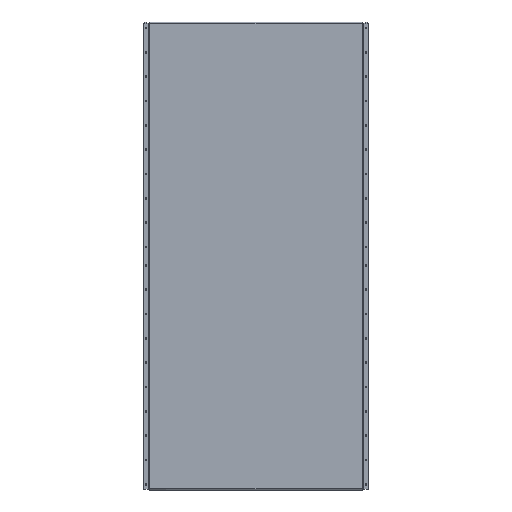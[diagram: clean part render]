
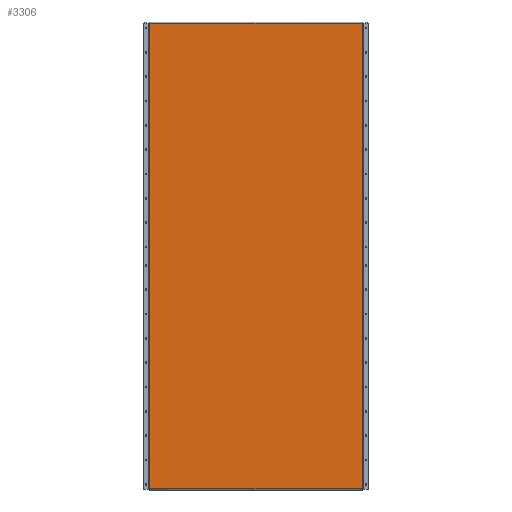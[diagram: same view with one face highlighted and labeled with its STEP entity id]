
A CAD part, front view. The second image highlights one B-rep face of the part: STEP entity #3306.
In plain terms, the highlighted planar face has unit normal (0, -1, 0).
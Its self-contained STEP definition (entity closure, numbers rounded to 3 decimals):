
#187 = ORIENTED_EDGE ( 'NONE', *, *, #2049, .T. ) ;
#608 = ORIENTED_EDGE ( 'NONE', *, *, #2037, .F. ) ;
#641 = ORIENTED_EDGE ( 'NONE', *, *, #2074, .T. ) ;
#1157 = CARTESIAN_POINT ( 'NONE',  ( 0., 0., 1912. ) ) ;
#1179 = DIRECTION ( 'NONE',  ( -1., 0., 0. ) ) ;
#1622 = CARTESIAN_POINT ( 'NONE',  ( 4.5, 0., 1912. ) ) ;
#1628 = DIRECTION ( 'NONE',  ( 0., 0., -1. ) ) ;
#1720 = CARTESIAN_POINT ( 'NONE',  ( 876.5, 0., 1912. ) ) ;
#1727 = DIRECTION ( 'NONE',  ( 0., 0., -1. ) ) ;
#1730 = DIRECTION ( 'NONE',  ( -1., 0., 0. ) ) ;
#1743 = VERTEX_POINT ( 'NONE', #3005 ) ;
#1780 = CARTESIAN_POINT ( 'NONE',  ( 0., 0., 0. ) ) ;
#1919 = VERTEX_POINT ( 'NONE', #4535 ) ;
#1985 = CARTESIAN_POINT ( 'NONE',  ( 4.5, 0., 0. ) ) ;
#2021 = EDGE_CURVE ( 'NONE', #1743, #5325, #4896, .T. ) ;
#2037 = EDGE_CURVE ( 'NONE', #3294, #1743, #4915, .T. ) ;
#2049 = EDGE_CURVE ( 'NONE', #3294, #1919, #4870, .T. ) ;
#2074 = EDGE_CURVE ( 'NONE', #1919, #5325, #4876, .T. ) ;
#2240 = EDGE_LOOP ( 'NONE', ( #5145, #608, #187, #641 ) ) ;
#2796 = AXIS2_PLACEMENT_3D ( 'NONE', #2951, #3246, #3185 ) ;
#2806 = CARTESIAN_POINT ( 'NONE',  ( 876.5, 0., 1912. ) ) ;
#2923 = PLANE ( 'NONE',  #2796 ) ;
#2951 = CARTESIAN_POINT ( 'NONE',  ( 0., 0., 1912. ) ) ;
#3005 = CARTESIAN_POINT ( 'NONE',  ( 876.5, 0., 0. ) ) ;
#3185 = DIRECTION ( 'NONE',  ( 0., 0., -1. ) ) ;
#3246 = DIRECTION ( 'NONE',  ( 0., -1., 0. ) ) ;
#3294 = VERTEX_POINT ( 'NONE', #2806 ) ;
#3306 = ADVANCED_FACE ( 'NONE', ( #3747 ), #2923, .T. ) ;
#3747 = FACE_OUTER_BOUND ( 'NONE', #2240, .T. ) ;
#4535 = CARTESIAN_POINT ( 'NONE',  ( 4.5, 0., 1912. ) ) ;
#4842 = VECTOR ( 'NONE', #1628, 1000. ) ;
#4857 = VECTOR ( 'NONE', #1179, 1000. ) ;
#4866 = VECTOR ( 'NONE', #1727, 1000. ) ;
#4870 = LINE ( 'NONE', #1157, #4857 ) ;
#4876 = LINE ( 'NONE', #1622, #4842 ) ;
#4896 = LINE ( 'NONE', #1780, #4900 ) ;
#4900 = VECTOR ( 'NONE', #1730, 1000. ) ;
#4915 = LINE ( 'NONE', #1720, #4866 ) ;
#5145 = ORIENTED_EDGE ( 'NONE', *, *, #2021, .F. ) ;
#5325 = VERTEX_POINT ( 'NONE', #1985 ) ;
